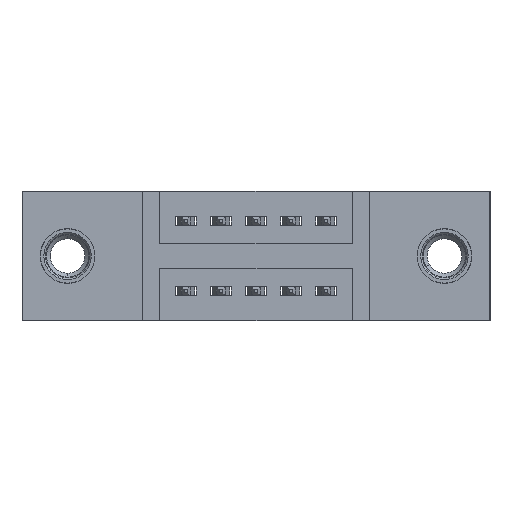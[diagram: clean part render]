
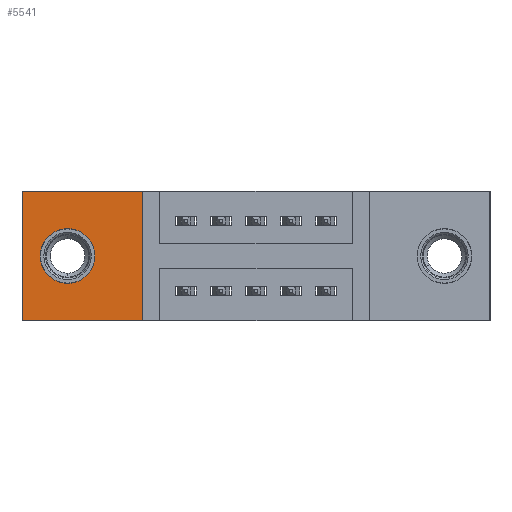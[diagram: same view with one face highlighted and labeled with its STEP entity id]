
A CAD part, front view. The second image highlights one B-rep face of the part: STEP entity #5541.
In plain terms, the highlighted planar face has unit normal (0, -1, 0).
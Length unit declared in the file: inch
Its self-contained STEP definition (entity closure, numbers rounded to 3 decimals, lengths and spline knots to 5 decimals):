
#265 = CARTESIAN_POINT ( 'NONE',  ( 0.3425, 0.11, -0.37 ) ) ;
#374 = DIRECTION ( 'NONE',  ( 1., 0., 0. ) ) ;
#715 = CIRCLE ( 'NONE', #8917, 0.078 ) ;
#777 = EDGE_CURVE ( 'NONE', #5309, #2692, #715, .T. ) ;
#1029 = DIRECTION ( 'NONE',  ( 0., -1., 0. ) ) ;
#1566 = CARTESIAN_POINT ( 'NONE',  ( 0.13, 0.11, -0.263 ) ) ;
#1948 = LINE ( 'NONE', #3518, #9588 ) ;
#2130 = VERTEX_POINT ( 'NONE', #3508 ) ;
#2259 = VECTOR ( 'NONE', #3740, 39.37008 ) ;
#2440 = VECTOR ( 'NONE', #374, 39.37008 ) ;
#2692 = VERTEX_POINT ( 'NONE', #9624 ) ;
#2822 = VERTEX_POINT ( 'NONE', #265 ) ;
#2862 = CARTESIAN_POINT ( 'NONE',  ( 0., 0.11, -0.37 ) ) ;
#3004 = LINE ( 'NONE', #9123, #2440 ) ;
#3058 = ORIENTED_EDGE ( 'NONE', *, *, #7380, .F. ) ;
#3107 = ORIENTED_EDGE ( 'NONE', *, *, #777, .F. ) ;
#3147 = ORIENTED_EDGE ( 'NONE', *, *, #5550, .T. ) ;
#3162 = ORIENTED_EDGE ( 'NONE', *, *, #3208, .T. ) ;
#3208 = EDGE_CURVE ( 'NONE', #2130, #2822, #3004, .T. ) ;
#3233 = ORIENTED_EDGE ( 'NONE', *, *, #9883, .T. ) ;
#3274 = ORIENTED_EDGE ( 'NONE', *, *, #5988, .T. ) ;
#3508 = CARTESIAN_POINT ( 'NONE',  ( 0., 0.11, -0.37 ) ) ;
#3518 = CARTESIAN_POINT ( 'NONE',  ( 0., 0.11, 0. ) ) ;
#3740 = DIRECTION ( 'NONE',  ( 0., 0., -1. ) ) ;
#3858 = VERTEX_POINT ( 'NONE', #4542 ) ;
#4248 = VECTOR ( 'NONE', #4390, 39.37008 ) ;
#4351 = DIRECTION ( 'NONE',  ( -1., 0., 0. ) ) ;
#4390 = DIRECTION ( 'NONE',  ( 0., 0., 1. ) ) ;
#4542 = CARTESIAN_POINT ( 'NONE',  ( 0., 0.11, 0. ) ) ;
#4544 = PLANE ( 'NONE',  #8642 ) ;
#5002 = DIRECTION ( 'NONE',  ( 0., -1., 0. ) ) ;
#5309 = VERTEX_POINT ( 'NONE', #1566 ) ;
#5541 = ADVANCED_FACE ( 'NONE', ( #8117, #7904 ), #4544, .T. ) ;
#5550 = EDGE_CURVE ( 'NONE', #3858, #2130, #6059, .T. ) ;
#5665 = VERTEX_POINT ( 'NONE', #6894 ) ;
#5988 = EDGE_CURVE ( 'NONE', #5665, #3858, #1948, .T. ) ;
#6059 = LINE ( 'NONE', #8142, #2259 ) ;
#6752 = DIRECTION ( 'NONE',  ( 0., 0., -1. ) ) ;
#6894 = CARTESIAN_POINT ( 'NONE',  ( 0.3425, 0.11, 0. ) ) ;
#7380 = EDGE_CURVE ( 'NONE', #2692, #5309, #8702, .T. ) ;
#7500 = EDGE_LOOP ( 'NONE', ( #3147, #3162, #3233, #3274 ) ) ;
#7630 = DIRECTION ( 'NONE',  ( 0., 0., -1. ) ) ;
#7787 = DIRECTION ( 'NONE',  ( 0., -1., 0. ) ) ;
#7819 = CARTESIAN_POINT ( 'NONE',  ( 0.13, 0.11, -0.185 ) ) ;
#7904 = FACE_OUTER_BOUND ( 'NONE', #7500, .T. ) ;
#8117 = FACE_BOUND ( 'NONE', #8696, .T. ) ;
#8142 = CARTESIAN_POINT ( 'NONE',  ( 0., 0.11, 0. ) ) ;
#8369 = AXIS2_PLACEMENT_3D ( 'NONE', #9269, #5002, #9991 ) ;
#8642 = AXIS2_PLACEMENT_3D ( 'NONE', #2862, #1029, #6752 ) ;
#8696 = EDGE_LOOP ( 'NONE', ( #3058, #3107 ) ) ;
#8702 = CIRCLE ( 'NONE', #8369, 0.078 ) ;
#8917 = AXIS2_PLACEMENT_3D ( 'NONE', #7819, #7787, #7630 ) ;
#9123 = CARTESIAN_POINT ( 'NONE',  ( 0., 0.11, -0.37 ) ) ;
#9269 = CARTESIAN_POINT ( 'NONE',  ( 0.13, 0.11, -0.185 ) ) ;
#9446 = CARTESIAN_POINT ( 'NONE',  ( 0.3425, 0.11, 0. ) ) ;
#9588 = VECTOR ( 'NONE', #4351, 39.37008 ) ;
#9624 = CARTESIAN_POINT ( 'NONE',  ( 0.13, 0.11, -0.107 ) ) ;
#9883 = EDGE_CURVE ( 'NONE', #2822, #5665, #10035, .T. ) ;
#9991 = DIRECTION ( 'NONE',  ( 0., 0., -1. ) ) ;
#10035 = LINE ( 'NONE', #9446, #4248 ) ;
